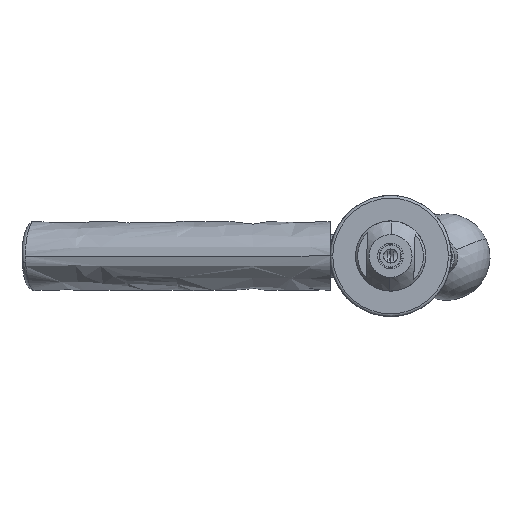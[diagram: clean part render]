
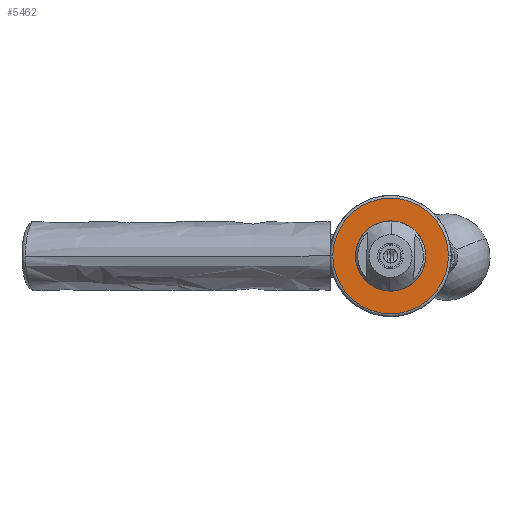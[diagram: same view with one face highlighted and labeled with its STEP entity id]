
A CAD part, left-side view. The second image highlights one B-rep face of the part: STEP entity #5462.
In plain terms, the highlighted planar face has unit normal (-1, 0, 0).
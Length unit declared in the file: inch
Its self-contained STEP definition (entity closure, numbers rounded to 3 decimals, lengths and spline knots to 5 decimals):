
#29 = FACE_OUTER_BOUND ( 'NONE', #13142, .T. ) ;
#1126 = FACE_BOUND ( 'NONE', #3505, .T. ) ;
#1963 = DIRECTION ( 'NONE',  ( 0., 0., -1. ) ) ;
#2594 = ORIENTED_EDGE ( 'NONE', *, *, #7734, .T. ) ;
#3481 = DIRECTION ( 'NONE',  ( 0., -1., 0. ) ) ;
#3505 = EDGE_LOOP ( 'NONE', ( #15194, #11907 ) ) ;
#3749 = DIRECTION ( 'NONE',  ( 0., -1., 0. ) ) ;
#4032 = AXIS2_PLACEMENT_3D ( 'NONE', #12162, #13285, #3749 ) ;
#4183 = CIRCLE ( 'NONE', #12840, 0.1985 ) ;
#4630 = DIRECTION ( 'NONE',  ( -1., 0., 0. ) ) ;
#5433 = CIRCLE ( 'NONE', #11015, 0.835 ) ;
#5462 = ADVANCED_FACE ( 'NONE', ( #1126, #29 ), #14565, .F. ) ;
#5635 = CARTESIAN_POINT ( 'NONE',  ( -3.907, 0.835, 0. ) ) ;
#6899 = EDGE_CURVE ( 'NONE', #15522, #12729, #5433, .T. ) ;
#6946 = DIRECTION ( 'NONE',  ( -1., 0., 0. ) ) ;
#7597 = DIRECTION ( 'NONE',  ( -1., 0., 0. ) ) ;
#7734 = EDGE_CURVE ( 'NONE', #12729, #15522, #13104, .T. ) ;
#7904 = EDGE_CURVE ( 'NONE', #12226, #10163, #12602, .T. ) ;
#8750 = CARTESIAN_POINT ( 'NONE',  ( -3.907, -0.835, 0. ) ) ;
#8878 = CARTESIAN_POINT ( 'NONE',  ( -3.907, 0., 0. ) ) ;
#9107 = DIRECTION ( 'NONE',  ( 0., 0., -1. ) ) ;
#9666 = CARTESIAN_POINT ( 'NONE',  ( -3.907, 0., 0. ) ) ;
#9802 = AXIS2_PLACEMENT_3D ( 'NONE', #13972, #7597, #9107 ) ;
#10160 = EDGE_CURVE ( 'NONE', #10163, #12226, #4183, .T. ) ;
#10163 = VERTEX_POINT ( 'NONE', #15531 ) ;
#10367 = DIRECTION ( 'NONE',  ( 0., -1., 0. ) ) ;
#11015 = AXIS2_PLACEMENT_3D ( 'NONE', #9666, #6946, #3481 ) ;
#11345 = DIRECTION ( 'NONE',  ( -1., 0., 0. ) ) ;
#11581 = AXIS2_PLACEMENT_3D ( 'NONE', #8878, #11345, #10367 ) ;
#11907 = ORIENTED_EDGE ( 'NONE', *, *, #7904, .F. ) ;
#12162 = CARTESIAN_POINT ( 'NONE',  ( -3.907, -0.875, 0. ) ) ;
#12226 = VERTEX_POINT ( 'NONE', #13004 ) ;
#12602 = CIRCLE ( 'NONE', #9802, 0.1985 ) ;
#12729 = VERTEX_POINT ( 'NONE', #5635 ) ;
#12840 = AXIS2_PLACEMENT_3D ( 'NONE', #12860, #4630, #1963 ) ;
#12860 = CARTESIAN_POINT ( 'NONE',  ( -3.907, 0., 0. ) ) ;
#13004 = CARTESIAN_POINT ( 'NONE',  ( -3.907, 0., 0.1985 ) ) ;
#13104 = CIRCLE ( 'NONE', #11581, 0.835 ) ;
#13139 = ORIENTED_EDGE ( 'NONE', *, *, #6899, .T. ) ;
#13142 = EDGE_LOOP ( 'NONE', ( #13139, #2594 ) ) ;
#13285 = DIRECTION ( 'NONE',  ( 1., 0., 0. ) ) ;
#13972 = CARTESIAN_POINT ( 'NONE',  ( -3.907, 0., 0. ) ) ;
#14565 = PLANE ( 'NONE',  #4032 ) ;
#15194 = ORIENTED_EDGE ( 'NONE', *, *, #10160, .F. ) ;
#15522 = VERTEX_POINT ( 'NONE', #8750 ) ;
#15531 = CARTESIAN_POINT ( 'NONE',  ( -3.907, 0., -0.1985 ) ) ;
